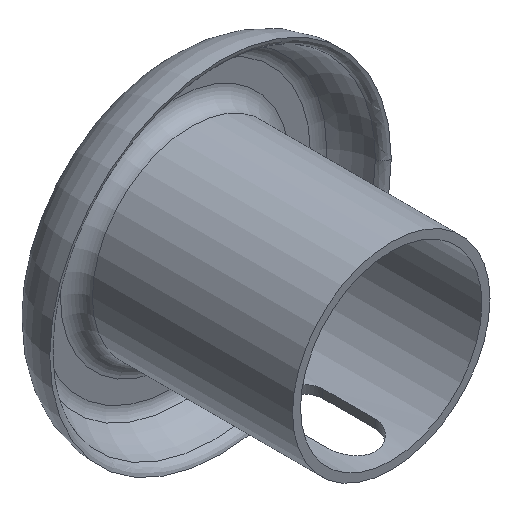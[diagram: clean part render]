
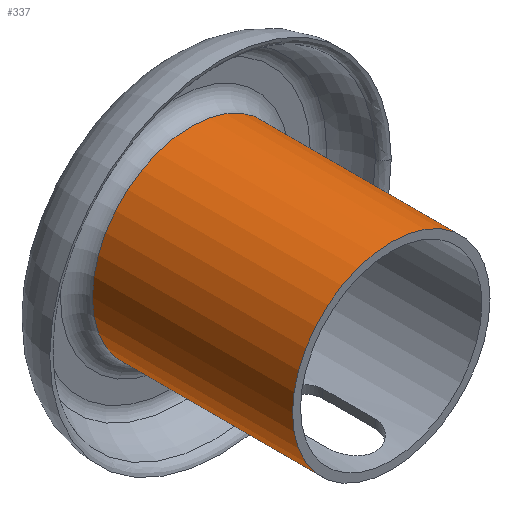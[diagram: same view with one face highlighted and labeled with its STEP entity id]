
A CAD part, isometric view. The second image highlights one B-rep face of the part: STEP entity #337.
In plain terms, the highlighted cylindrical face has radius 9.25 mm (diameter 18.5 mm), a full revolution.
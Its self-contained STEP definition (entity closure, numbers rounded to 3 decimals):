
#17=FACE_BOUND('',#85,.T.);
#33=LINE('',#603,#43);
#37=LINE('',#648,#47);
#39=LINE('',#690,#49);
#43=VECTOR('',#424,10.);
#47=VECTOR('',#432,10.);
#49=VECTOR('',#482,9.25);
#53=CYLINDRICAL_SURFACE('',#393,9.25);
#65=FACE_OUTER_BOUND('',#84,.T.);
#84=EDGE_LOOP('',(#270,#271,#272,#273,#274,#275,#276));
#85=EDGE_LOOP('',(#277,#278,#279,#280));
#110=CIRCLE('',#389,9.25);
#111=CIRCLE('',#390,9.25);
#113=CIRCLE('',#392,9.25);
#114=CIRCLE('',#394,9.25);
#115=CIRCLE('',#395,9.25);
#129=B_SPLINE_CURVE_WITH_KNOTS('',3,(#561,#562,#563,#564,#565,#566,#567,
#568,#569,#570,#571,#572,#573,#574,#575,#576,#577,#578),.UNSPECIFIED.,.F.,
 .F.,(4,2,2,2,2,2,2,2,4),(-0.696,-0.609,-0.522,
-0.435,-0.348,-0.261,-0.174,
-0.087,0.),.UNSPECIFIED.);
#131=B_SPLINE_CURVE_WITH_KNOTS('',3,(#609,#610,#611,#612,#613,#614,#615,
#616,#617,#618,#619,#620,#621,#622,#623,#624,#625,#626),.UNSPECIFIED.,.F.,
 .F.,(4,2,2,2,2,2,2,2,4),(0.,0.087,0.174,0.261,
0.348,0.435,0.522,0.609,
0.696),.UNSPECIFIED.);
#139=VERTEX_POINT('',#559);
#140=VERTEX_POINT('',#560);
#143=VERTEX_POINT('',#602);
#145=VERTEX_POINT('',#608);
#159=VERTEX_POINT('',#681);
#160=VERTEX_POINT('',#682);
#161=VERTEX_POINT('',#684);
#162=VERTEX_POINT('',#689);
#163=VERTEX_POINT('',#691);
#176=EDGE_CURVE('',#139,#140,#129,.T.);
#180=EDGE_CURVE('',#140,#143,#33,.T.);
#183=EDGE_CURVE('',#143,#145,#131,.T.);
#186=EDGE_CURVE('',#145,#139,#37,.T.);
#202=EDGE_CURVE('',#159,#160,#110,.T.);
#203=EDGE_CURVE('',#160,#161,#111,.T.);
#205=EDGE_CURVE('',#161,#159,#113,.T.);
#206=EDGE_CURVE('',#160,#162,#39,.T.);
#207=EDGE_CURVE('',#162,#163,#114,.T.);
#208=EDGE_CURVE('',#163,#162,#115,.T.);
#270=ORIENTED_EDGE('',*,*,#202,.F.);
#271=ORIENTED_EDGE('',*,*,#205,.F.);
#272=ORIENTED_EDGE('',*,*,#203,.F.);
#273=ORIENTED_EDGE('',*,*,#206,.T.);
#274=ORIENTED_EDGE('',*,*,#207,.T.);
#275=ORIENTED_EDGE('',*,*,#208,.T.);
#276=ORIENTED_EDGE('',*,*,#206,.F.);
#277=ORIENTED_EDGE('',*,*,#183,.T.);
#278=ORIENTED_EDGE('',*,*,#186,.T.);
#279=ORIENTED_EDGE('',*,*,#176,.T.);
#280=ORIENTED_EDGE('',*,*,#180,.T.);
#337=ADVANCED_FACE('',(#65,#17),#53,.T.);
#389=AXIS2_PLACEMENT_3D('',#683,#472,#473);
#390=AXIS2_PLACEMENT_3D('',#685,#474,#475);
#392=AXIS2_PLACEMENT_3D('',#687,#478,#479);
#393=AXIS2_PLACEMENT_3D('',#688,#480,#481);
#394=AXIS2_PLACEMENT_3D('',#692,#483,#484);
#395=AXIS2_PLACEMENT_3D('',#693,#485,#486);
#424=DIRECTION('',(0.,-1.,0.));
#432=DIRECTION('',(0.,1.,0.));
#472=DIRECTION('center_axis',(0.,1.,0.));
#473=DIRECTION('ref_axis',(1.,0.,0.));
#474=DIRECTION('center_axis',(0.,1.,0.));
#475=DIRECTION('ref_axis',(1.,0.,0.));
#478=DIRECTION('center_axis',(0.,1.,0.));
#479=DIRECTION('ref_axis',(1.,0.,0.));
#480=DIRECTION('center_axis',(0.,1.,0.));
#481=DIRECTION('ref_axis',(-1.,0.,0.));
#482=DIRECTION('',(0.,-1.,0.));
#483=DIRECTION('center_axis',(0.,1.,0.));
#484=DIRECTION('ref_axis',(-1.,0.,0.));
#485=DIRECTION('center_axis',(0.,1.,0.));
#486=DIRECTION('ref_axis',(-1.,0.,0.));
#559=CARTESIAN_POINT('',(2.3,8.7,-8.959));
#560=CARTESIAN_POINT('',(-2.3,8.7,-8.959));
#561=CARTESIAN_POINT('Ctrl Pts',(2.3,8.7,-8.959));
#562=CARTESIAN_POINT('Ctrl Pts',(2.3,8.99,-8.959));
#563=CARTESIAN_POINT('Ctrl Pts',(2.242,9.299,-8.975));
#564=CARTESIAN_POINT('Ctrl Pts',(2.007,9.865,-9.031));
#565=CARTESIAN_POINT('Ctrl Pts',(1.83,10.123,-9.07));
#566=CARTESIAN_POINT('Ctrl Pts',(1.423,10.53,-9.142));
#567=CARTESIAN_POINT('Ctrl Pts',(1.165,10.707,-9.181));
#568=CARTESIAN_POINT('Ctrl Pts',(0.599,10.942,-9.235));
#569=CARTESIAN_POINT('Ctrl Pts',(0.29,11.,-9.25));
#570=CARTESIAN_POINT('Ctrl Pts',(-0.29,11.,-9.25));
#571=CARTESIAN_POINT('Ctrl Pts',(-0.599,10.942,-9.235));
#572=CARTESIAN_POINT('Ctrl Pts',(-1.165,10.707,-9.181));
#573=CARTESIAN_POINT('Ctrl Pts',(-1.423,10.53,-9.142));
#574=CARTESIAN_POINT('Ctrl Pts',(-1.83,10.123,-9.07));
#575=CARTESIAN_POINT('Ctrl Pts',(-2.007,9.865,-9.031));
#576=CARTESIAN_POINT('Ctrl Pts',(-2.242,9.299,-8.975));
#577=CARTESIAN_POINT('Ctrl Pts',(-2.3,8.99,-8.959));
#578=CARTESIAN_POINT('Ctrl Pts',(-2.3,8.7,-8.959));
#602=CARTESIAN_POINT('',(-2.3,3.8,-8.959));
#603=CARTESIAN_POINT('',(-2.3,10.125,-8.959));
#608=CARTESIAN_POINT('',(2.3,3.8,-8.959));
#609=CARTESIAN_POINT('Ctrl Pts',(-2.3,3.8,-8.959));
#610=CARTESIAN_POINT('Ctrl Pts',(-2.3,3.51,-8.959));
#611=CARTESIAN_POINT('Ctrl Pts',(-2.242,3.201,-8.975));
#612=CARTESIAN_POINT('Ctrl Pts',(-2.007,2.635,-9.031));
#613=CARTESIAN_POINT('Ctrl Pts',(-1.83,2.377,-9.07));
#614=CARTESIAN_POINT('Ctrl Pts',(-1.423,1.97,-9.142));
#615=CARTESIAN_POINT('Ctrl Pts',(-1.165,1.793,-9.181));
#616=CARTESIAN_POINT('Ctrl Pts',(-0.599,1.558,-9.235));
#617=CARTESIAN_POINT('Ctrl Pts',(-0.29,1.5,-9.25));
#618=CARTESIAN_POINT('Ctrl Pts',(0.29,1.5,-9.25));
#619=CARTESIAN_POINT('Ctrl Pts',(0.599,1.558,-9.235));
#620=CARTESIAN_POINT('Ctrl Pts',(1.165,1.793,-9.181));
#621=CARTESIAN_POINT('Ctrl Pts',(1.423,1.97,-9.142));
#622=CARTESIAN_POINT('Ctrl Pts',(1.83,2.377,-9.07));
#623=CARTESIAN_POINT('Ctrl Pts',(2.007,2.635,-9.031));
#624=CARTESIAN_POINT('Ctrl Pts',(2.242,3.201,-8.975));
#625=CARTESIAN_POINT('Ctrl Pts',(2.3,3.51,-8.959));
#626=CARTESIAN_POINT('Ctrl Pts',(2.3,3.8,-8.959));
#648=CARTESIAN_POINT('',(2.3,10.125,-8.959));
#681=CARTESIAN_POINT('',(-9.25,18.75,0.));
#682=CARTESIAN_POINT('',(9.25,18.75,0.));
#683=CARTESIAN_POINT('Origin',(0.,18.75,0.));
#684=CARTESIAN_POINT('',(0.,18.75,-9.25));
#685=CARTESIAN_POINT('Origin',(0.,18.75,0.));
#687=CARTESIAN_POINT('Origin',(0.,18.75,0.));
#688=CARTESIAN_POINT('Origin',(0.,10.125,0.));
#689=CARTESIAN_POINT('',(9.25,0.,0.));
#690=CARTESIAN_POINT('',(9.25,10.125,0.));
#691=CARTESIAN_POINT('',(-9.25,0.,0.));
#692=CARTESIAN_POINT('Origin',(0.,0.,0.));
#693=CARTESIAN_POINT('Origin',(0.,0.,0.));
